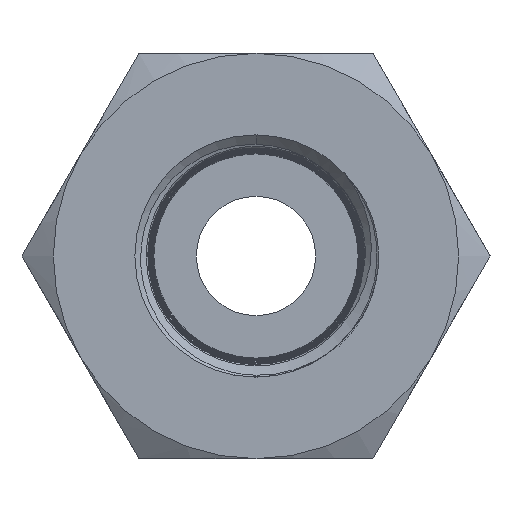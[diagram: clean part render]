
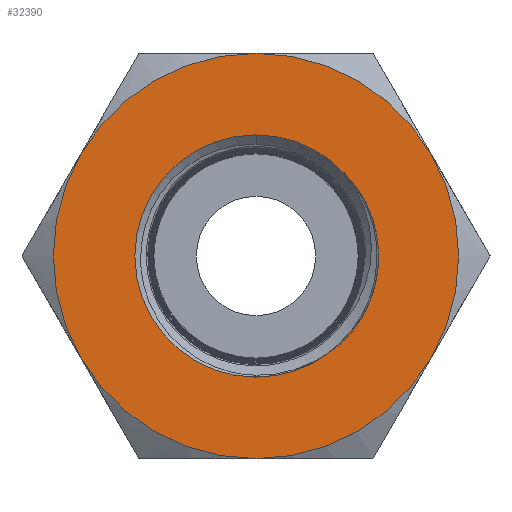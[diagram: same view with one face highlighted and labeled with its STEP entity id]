
A CAD part, front view. The second image highlights one B-rep face of the part: STEP entity #32390.
In plain terms, the highlighted planar face has unit normal (0, -1, 0).
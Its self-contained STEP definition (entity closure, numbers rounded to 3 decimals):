
#154 = CARTESIAN_POINT ( 'NONE',  ( 3.749, -16., 3.43 ) ) ;
#1352 = CARTESIAN_POINT ( 'NONE',  ( 3.749, -16., 3.43 ) ) ;
#1466 = CARTESIAN_POINT ( 'NONE',  ( 5.14, -16., -0.387 ) ) ;
#1656 = VERTEX_POINT ( 'NONE', #28662 ) ;
#1844 = AXIS2_PLACEMENT_3D ( 'NONE', #24783, #9184, #27397 ) ;
#2130 = CIRCLE ( 'NONE', #15327, 8.5 ) ;
#2903 = DIRECTION ( 'NONE',  ( 0., -1., 0. ) ) ;
#2917 = DIRECTION ( 'NONE',  ( 0., 1., 0. ) ) ;
#3049 = CARTESIAN_POINT ( 'NONE',  ( 0., -16., 0. ) ) ;
#3096 = ORIENTED_EDGE ( 'NONE', *, *, #22694, .F. ) ;
#3139 = ORIENTED_EDGE ( 'NONE', *, *, #4446, .T. ) ;
#3728 = EDGE_CURVE ( 'NONE', #12414, #26820, #11719, .T. ) ;
#3734 = VERTEX_POINT ( 'NONE', #26298 ) ;
#4111 = CARTESIAN_POINT ( 'NONE',  ( 4.972, -16., -1.342 ) ) ;
#4287 = DIRECTION ( 'NONE',  ( 0., 1., 0. ) ) ;
#4389 = EDGE_CURVE ( 'NONE', #14965, #17770, #14942, .T. ) ;
#4446 = EDGE_CURVE ( 'NONE', #23643, #3734, #28747, .T. ) ;
#4892 = ORIENTED_EDGE ( 'NONE', *, *, #8922, .F. ) ;
#4936 = EDGE_CURVE ( 'NONE', #13966, #23643, #11051, .T. ) ;
#5620 = CARTESIAN_POINT ( 'NONE',  ( 0., -16., 0. ) ) ;
#5720 = DIRECTION ( 'NONE',  ( 0., 0., 1. ) ) ;
#5751 = FACE_BOUND ( 'NONE', #12993, .T. ) ;
#6288 = CARTESIAN_POINT ( 'NONE',  ( 0., -16., 0. ) ) ;
#6764 = CARTESIAN_POINT ( 'NONE',  ( 4.624, -16., -2.237 ) ) ;
#6909 = ORIENTED_EDGE ( 'NONE', *, *, #18139, .T. ) ;
#7985 = PLANE ( 'NONE',  #16710 ) ;
#8231 = DIRECTION ( 'NONE',  ( 0., 0., 1. ) ) ;
#8243 = VERTEX_POINT ( 'NONE', #14730 ) ;
#8884 = DIRECTION ( 'NONE',  ( 0., 0., 1. ) ) ;
#8922 = EDGE_CURVE ( 'NONE', #13708, #1656, #2130, .T. ) ;
#9184 = DIRECTION ( 'NONE',  ( 0., 1., 0. ) ) ;
#9244 = CARTESIAN_POINT ( 'NONE',  ( 4.183, -16., 2.948 ) ) ;
#9363 = CARTESIAN_POINT ( 'NONE',  ( 4.105, -16., -3.053 ) ) ;
#10857 = CIRCLE ( 'NONE', #31217, 8.5 ) ;
#10918 = AXIS2_PLACEMENT_3D ( 'NONE', #6288, #24479, #8884 ) ;
#11051 = CIRCLE ( 'NONE', #30894, 5.081 ) ;
#11166 = VERTEX_POINT ( 'NONE', #30950 ) ;
#11266 = B_SPLINE_CURVE_WITH_KNOTS ( 'NONE', 3,
 ( #1352, #17025, #9244, #27461, #11886, #30094, #14519, #32723, #17142, #1466, #19733, #4111, #22351, #6764, #24960, #9363, #27578, #12005 ),
 .UNSPECIFIED., .F., .F.,
 ( 4, 2, 2, 2, 2, 2, 2, 2, 4 ),
 ( 0., 0.001, 0.002, 0.003, 0.004, 0.005, 0.006, 0.007, 0.008 ),
 .UNSPECIFIED. ) ;
#11698 = DIRECTION ( 'NONE',  ( 0., 1., 0. ) ) ;
#11719 = CIRCLE ( 'NONE', #30659, 8.5 ) ;
#11874 = CARTESIAN_POINT ( 'NONE',  ( -7.361, -16., -4.25 ) ) ;
#11886 = CARTESIAN_POINT ( 'NONE',  ( 4.683, -16., 2.116 ) ) ;
#12005 = CARTESIAN_POINT ( 'NONE',  ( 3.663, -16., -3.52 ) ) ;
#12155 = CIRCLE ( 'NONE', #18567, 8.5 ) ;
#12414 = VERTEX_POINT ( 'NONE', #14319 ) ;
#12652 = FACE_OUTER_BOUND ( 'NONE', #20546, .T. ) ;
#12993 = EDGE_LOOP ( 'NONE', ( #17354, #17193, #3139, #26822, #20120 ) ) ;
#13110 = ORIENTED_EDGE ( 'NONE', *, *, #3728, .F. ) ;
#13554 = CARTESIAN_POINT ( 'NONE',  ( 0., -16., 0. ) ) ;
#13708 = VERTEX_POINT ( 'NONE', #19227 ) ;
#13966 = VERTEX_POINT ( 'NONE', #31259 ) ;
#14319 = CARTESIAN_POINT ( 'NONE',  ( 7.361, -16., 4.25 ) ) ;
#14519 = CARTESIAN_POINT ( 'NONE',  ( 5.006, -16., 1.212 ) ) ;
#14730 = CARTESIAN_POINT ( 'NONE',  ( 3.749, -16., 3.43 ) ) ;
#14854 = DIRECTION ( 'NONE',  ( 0., 1., 0. ) ) ;
#14942 = CIRCLE ( 'NONE', #26968, 8.5 ) ;
#14965 = VERTEX_POINT ( 'NONE', #31812 ) ;
#15118 = ORIENTED_EDGE ( 'NONE', *, *, #17552, .F. ) ;
#15327 = AXIS2_PLACEMENT_3D ( 'NONE', #19900, #4287, #22527 ) ;
#15829 = CARTESIAN_POINT ( 'NONE',  ( 3.746, -16., 3.434 ) ) ;
#15936 = EDGE_CURVE ( 'NONE', #11166, #13966, #30558, .T. ) ;
#16198 = DIRECTION ( 'NONE',  ( 0., 0., 1. ) ) ;
#16395 = CARTESIAN_POINT ( 'NONE',  ( 0., -16., 5.081 ) ) ;
#16468 = ORIENTED_EDGE ( 'NONE', *, *, #4389, .F. ) ;
#16710 = AXIS2_PLACEMENT_3D ( 'NONE', #3049, #21295, #5720 ) ;
#17025 = CARTESIAN_POINT ( 'NONE',  ( 3.981, -16., 3.202 ) ) ;
#17142 = CARTESIAN_POINT ( 'NONE',  ( 5.148, -16., 0.253 ) ) ;
#17193 = ORIENTED_EDGE ( 'NONE', *, *, #4936, .T. ) ;
#17354 = ORIENTED_EDGE ( 'NONE', *, *, #15936, .T. ) ;
#17552 = EDGE_CURVE ( 'NONE', #1656, #12414, #12155, .T. ) ;
#17770 = VERTEX_POINT ( 'NONE', #11874 ) ;
#18139 = EDGE_CURVE ( 'NONE', #14965, #26820, #10857, .T. ) ;
#18545 = CARTESIAN_POINT ( 'NONE',  ( 0., -16., 0. ) ) ;
#18562 = CARTESIAN_POINT ( 'NONE',  ( 0., -16., 0. ) ) ;
#18567 = AXIS2_PLACEMENT_3D ( 'NONE', #5620, #23811, #8231 ) ;
#19227 = CARTESIAN_POINT ( 'NONE',  ( -7.361, -16., 4.25 ) ) ;
#19363 = B_SPLINE_CURVE_WITH_KNOTS ( 'NONE', 3,
 ( #28765, #28529, #15829, #154 ),
 .UNSPECIFIED., .F., .F.,
 ( 4, 4 ),
 ( 0.008, 0.008 ),
 .UNSPECIFIED. ) ;
#19733 = CARTESIAN_POINT ( 'NONE',  ( 5.104, -16., -0.712 ) ) ;
#19900 = CARTESIAN_POINT ( 'NONE',  ( 0., -16., 0. ) ) ;
#20120 = ORIENTED_EDGE ( 'NONE', *, *, #22613, .T. ) ;
#20546 = EDGE_LOOP ( 'NONE', ( #15118, #4892, #3096, #16468, #6909, #13110 ) ) ;
#21152 = DIRECTION ( 'NONE',  ( 0., 0., -1. ) ) ;
#21172 = DIRECTION ( 'NONE',  ( 0., 0., 1. ) ) ;
#21295 = DIRECTION ( 'NONE',  ( 0., 1., 0. ) ) ;
#22351 = CARTESIAN_POINT ( 'NONE',  ( 4.875, -16., -1.647 ) ) ;
#22527 = DIRECTION ( 'NONE',  ( 0., 0., 1. ) ) ;
#22613 = EDGE_CURVE ( 'NONE', #8243, #11166, #11266, .T. ) ;
#22694 = EDGE_CURVE ( 'NONE', #17770, #13708, #26631, .T. ) ;
#23643 = VERTEX_POINT ( 'NONE', #16395 ) ;
#23811 = DIRECTION ( 'NONE',  ( 0., 1., 0. ) ) ;
#24479 = DIRECTION ( 'NONE',  ( 0., 1., 0. ) ) ;
#24783 = CARTESIAN_POINT ( 'NONE',  ( 0., -16., 0. ) ) ;
#24960 = CARTESIAN_POINT ( 'NONE',  ( 4.467, -16., -2.524 ) ) ;
#26298 = CARTESIAN_POINT ( 'NONE',  ( 3.738, -16., 3.441 ) ) ;
#26631 = CIRCLE ( 'NONE', #32258, 8.5 ) ;
#26820 = VERTEX_POINT ( 'NONE', #33172 ) ;
#26822 = ORIENTED_EDGE ( 'NONE', *, *, #28672, .T. ) ;
#26968 = AXIS2_PLACEMENT_3D ( 'NONE', #27286, #11698, #29910 ) ;
#27286 = CARTESIAN_POINT ( 'NONE',  ( 0., -16., 0. ) ) ;
#27397 = DIRECTION ( 'NONE',  ( 0., 0., 1. ) ) ;
#27461 = CARTESIAN_POINT ( 'NONE',  ( 4.535, -16., 2.405 ) ) ;
#27578 = CARTESIAN_POINT ( 'NONE',  ( 3.899, -16., -3.298 ) ) ;
#28529 = CARTESIAN_POINT ( 'NONE',  ( 3.742, -16., 3.437 ) ) ;
#28662 = CARTESIAN_POINT ( 'NONE',  ( 0., -16., 8.5 ) ) ;
#28672 = EDGE_CURVE ( 'NONE', #3734, #8243, #19363, .T. ) ;
#28747 = CIRCLE ( 'NONE', #1844, 5.081 ) ;
#28765 = CARTESIAN_POINT ( 'NONE',  ( 3.738, -16., 3.441 ) ) ;
#29910 = DIRECTION ( 'NONE',  ( 0., 0., 1. ) ) ;
#30094 = CARTESIAN_POINT ( 'NONE',  ( 4.918, -16., 1.52 ) ) ;
#30425 = CARTESIAN_POINT ( 'NONE',  ( 0., -16., 0. ) ) ;
#30558 = CIRCLE ( 'NONE', #10918, 5.081 ) ;
#30659 = AXIS2_PLACEMENT_3D ( 'NONE', #18562, #2917, #21172 ) ;
#30894 = AXIS2_PLACEMENT_3D ( 'NONE', #13554, #31769, #16198 ) ;
#30950 = CARTESIAN_POINT ( 'NONE',  ( 3.663, -16., -3.52 ) ) ;
#31217 = AXIS2_PLACEMENT_3D ( 'NONE', #18545, #2903, #21152 ) ;
#31259 = CARTESIAN_POINT ( 'NONE',  ( 0., -16., -5.081 ) ) ;
#31769 = DIRECTION ( 'NONE',  ( 0., 1., 0. ) ) ;
#31812 = CARTESIAN_POINT ( 'NONE',  ( 0., -16., -8.5 ) ) ;
#32258 = AXIS2_PLACEMENT_3D ( 'NONE', #30425, #14854, #33059 ) ;
#32390 = ADVANCED_FACE ( 'NONE', ( #5751, #12652 ), #7985, .F. ) ;
#32723 = CARTESIAN_POINT ( 'NONE',  ( 5.122, -16., 0.573 ) ) ;
#33059 = DIRECTION ( 'NONE',  ( 0., 0., 1. ) ) ;
#33172 = CARTESIAN_POINT ( 'NONE',  ( 7.361, -16., -4.25 ) ) ;
